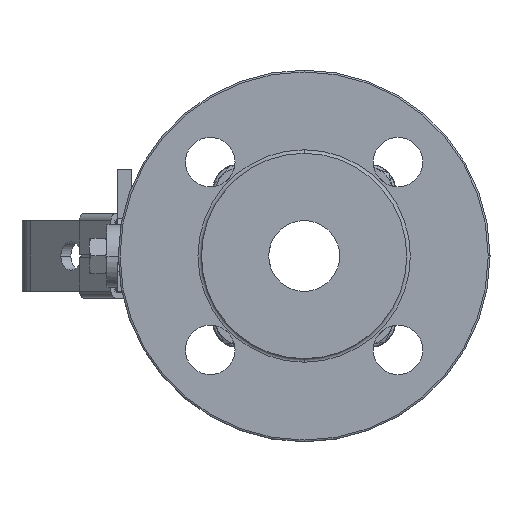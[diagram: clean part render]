
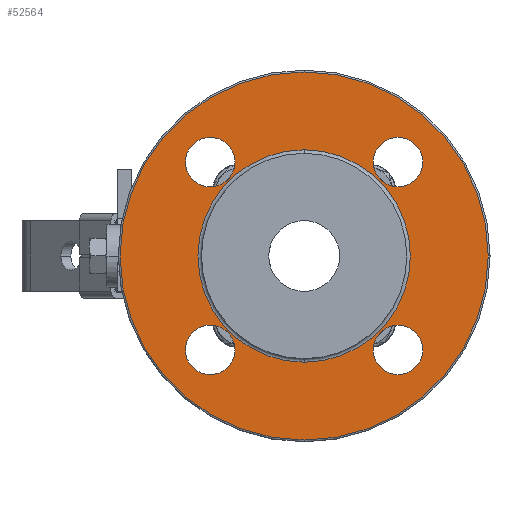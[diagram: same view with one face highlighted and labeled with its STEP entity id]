
A CAD part, left-side view. The second image highlights one B-rep face of the part: STEP entity #52564.
In plain terms, the highlighted face is planar.
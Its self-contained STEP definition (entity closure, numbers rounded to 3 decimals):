
#442 = CARTESIAN_POINT ( 'NONE',  ( -26.517, -26.517, -47.8 ) ) ;
#652 = CARTESIAN_POINT ( 'NONE',  ( 19.517, -26.517, -47.8 ) ) ;
#1314 = DIRECTION ( 'NONE',  ( 1., 0., 0. ) ) ;
#2088 = EDGE_CURVE ( 'NONE', #62086, #22938, #55254, .T. ) ;
#2197 = DIRECTION ( 'NONE',  ( 0., 0., 1. ) ) ;
#2474 = ORIENTED_EDGE ( 'NONE', *, *, #53344, .T. ) ;
#2697 = CARTESIAN_POINT ( 'NONE',  ( -33.517, 26.517, -47.8 ) ) ;
#3157 = VERTEX_POINT ( 'NONE', #18235 ) ;
#3363 = EDGE_CURVE ( 'NONE', #22938, #62086, #24488, .T. ) ;
#3594 = DIRECTION ( 'NONE',  ( 1., 0., 0. ) ) ;
#5524 = FACE_BOUND ( 'NONE', #51912, .T. ) ;
#5646 = AXIS2_PLACEMENT_3D ( 'NONE', #44493, #13331, #49695 ) ;
#5660 = DIRECTION ( 'NONE',  ( 1., 0., 0. ) ) ;
#5982 = VERTEX_POINT ( 'NONE', #56470 ) ;
#6957 = DIRECTION ( 'NONE',  ( 0., 0., 1. ) ) ;
#7026 = CARTESIAN_POINT ( 'NONE',  ( -30., 0., -47.8 ) ) ;
#7453 = ORIENTED_EDGE ( 'NONE', *, *, #67166, .T. ) ;
#8372 = DIRECTION ( 'NONE',  ( 0., 0., 1. ) ) ;
#9674 = CARTESIAN_POINT ( 'NONE',  ( 0., 52.5, -47.8 ) ) ;
#11341 = ORIENTED_EDGE ( 'NONE', *, *, #62563, .T. ) ;
#11622 = EDGE_CURVE ( 'NONE', #3157, #12587, #40058, .T. ) ;
#11819 = AXIS2_PLACEMENT_3D ( 'NONE', #9674, #46068, #14958 ) ;
#11998 = CARTESIAN_POINT ( 'NONE',  ( -33.517, -26.517, -47.8 ) ) ;
#12360 = AXIS2_PLACEMENT_3D ( 'NONE', #38260, #6957, #43445 ) ;
#12587 = VERTEX_POINT ( 'NONE', #64848 ) ;
#12744 = CARTESIAN_POINT ( 'NONE',  ( 19.517, 26.517, -47.8 ) ) ;
#13331 = DIRECTION ( 'NONE',  ( 0., 0., 1. ) ) ;
#14198 = CARTESIAN_POINT ( 'NONE',  ( -19.517, 26.517, -47.8 ) ) ;
#14355 = DIRECTION ( 'NONE',  ( 0., 0., -1. ) ) ;
#14958 = DIRECTION ( 'NONE',  ( 1., 0., 0. ) ) ;
#15909 = VERTEX_POINT ( 'NONE', #28445 ) ;
#15941 = CIRCLE ( 'NONE', #56100, 7. ) ;
#17123 = CIRCLE ( 'NONE', #38543, 30. ) ;
#18235 = CARTESIAN_POINT ( 'NONE',  ( 52., 0., -47.8 ) ) ;
#18307 = CARTESIAN_POINT ( 'NONE',  ( 26.517, 26.517, -47.8 ) ) ;
#18383 = VERTEX_POINT ( 'NONE', #56836 ) ;
#19845 = ORIENTED_EDGE ( 'NONE', *, *, #33974, .T. ) ;
#22072 = CIRCLE ( 'NONE', #66575, 52. ) ;
#22794 = ORIENTED_EDGE ( 'NONE', *, *, #37423, .T. ) ;
#22938 = VERTEX_POINT ( 'NONE', #14198 ) ;
#23589 = DIRECTION ( 'NONE',  ( 1., 0., 0. ) ) ;
#24488 = CIRCLE ( 'NONE', #56283, 7. ) ;
#25256 = CARTESIAN_POINT ( 'NONE',  ( 26.517, 26.517, -47.8 ) ) ;
#26459 = EDGE_LOOP ( 'NONE', ( #7453, #56361 ) ) ;
#28445 = CARTESIAN_POINT ( 'NONE',  ( 33.517, 26.517, -47.8 ) ) ;
#29504 = VERTEX_POINT ( 'NONE', #12744 ) ;
#29634 = ORIENTED_EDGE ( 'NONE', *, *, #2088, .T. ) ;
#29905 = DIRECTION ( 'NONE',  ( 1., 0., 0. ) ) ;
#30129 = DIRECTION ( 'NONE',  ( 0., 0., 1. ) ) ;
#30441 = DIRECTION ( 'NONE',  ( 1., 0., 0. ) ) ;
#30765 = VERTEX_POINT ( 'NONE', #11998 ) ;
#31764 = FACE_BOUND ( 'NONE', #54000, .T. ) ;
#32678 = DIRECTION ( 'NONE',  ( 0., 0., -1. ) ) ;
#33396 = FACE_BOUND ( 'NONE', #26459, .T. ) ;
#33539 = CARTESIAN_POINT ( 'NONE',  ( 0., 0., -47.8 ) ) ;
#33974 = EDGE_CURVE ( 'NONE', #12587, #3157, #22072, .T. ) ;
#34205 = CARTESIAN_POINT ( 'NONE',  ( -26.517, 26.517, -47.8 ) ) ;
#34922 = DIRECTION ( 'NONE',  ( 0., 0., 1. ) ) ;
#35003 = FACE_BOUND ( 'NONE', #55582, .T. ) ;
#36041 = EDGE_CURVE ( 'NONE', #43163, #18383, #53538, .T. ) ;
#37002 = DIRECTION ( 'NONE',  ( 0., 0., 1. ) ) ;
#37122 = EDGE_CURVE ( 'NONE', #15909, #29504, #39136, .T. ) ;
#37423 = EDGE_CURVE ( 'NONE', #58482, #58498, #17123, .T. ) ;
#38192 = CIRCLE ( 'NONE', #5646, 7. ) ;
#38260 = CARTESIAN_POINT ( 'NONE',  ( -26.517, -26.517, -47.8 ) ) ;
#38543 = AXIS2_PLACEMENT_3D ( 'NONE', #33539, #2197, #38738 ) ;
#38710 = EDGE_CURVE ( 'NONE', #30765, #5982, #47082, .T. ) ;
#38738 = DIRECTION ( 'NONE',  ( 1., 0., 0. ) ) ;
#39136 = CIRCLE ( 'NONE', #43278, 7. ) ;
#39613 = CARTESIAN_POINT ( 'NONE',  ( 0., 0., -47.8 ) ) ;
#40034 = CIRCLE ( 'NONE', #64512, 7. ) ;
#40058 = CIRCLE ( 'NONE', #44301, 52. ) ;
#43163 = VERTEX_POINT ( 'NONE', #652 ) ;
#43278 = AXIS2_PLACEMENT_3D ( 'NONE', #18307, #54626, #23589 ) ;
#43445 = DIRECTION ( 'NONE',  ( 1., 0., 0. ) ) ;
#43504 = CARTESIAN_POINT ( 'NONE',  ( 30., 0., -47.8 ) ) ;
#44301 = AXIS2_PLACEMENT_3D ( 'NONE', #45468, #14355, #50654 ) ;
#44493 = CARTESIAN_POINT ( 'NONE',  ( 26.517, -26.517, -47.8 ) ) ;
#44794 = DIRECTION ( 'NONE',  ( 1., 0., 0. ) ) ;
#45213 = EDGE_CURVE ( 'NONE', #58498, #58482, #60588, .T. ) ;
#45468 = CARTESIAN_POINT ( 'NONE',  ( 0., 0., -47.8 ) ) ;
#45498 = FACE_BOUND ( 'NONE', #53347, .T. ) ;
#46068 = DIRECTION ( 'NONE',  ( 0., 0., 1. ) ) ;
#47082 = CIRCLE ( 'NONE', #12360, 7. ) ;
#47953 = ORIENTED_EDGE ( 'NONE', *, *, #37122, .T. ) ;
#48081 = EDGE_LOOP ( 'NONE', ( #50672, #19845 ) ) ;
#49695 = DIRECTION ( 'NONE',  ( 1., 0., 0. ) ) ;
#50654 = DIRECTION ( 'NONE',  ( 1., 0., 0. ) ) ;
#50672 = ORIENTED_EDGE ( 'NONE', *, *, #11622, .T. ) ;
#51423 = ORIENTED_EDGE ( 'NONE', *, *, #3363, .T. ) ;
#51912 = EDGE_LOOP ( 'NONE', ( #2474, #65157 ) ) ;
#52564 = ADVANCED_FACE ( 'NONE', ( #59340, #35003, #33396, #5524, #45498, #31764 ), #56097, .F. ) ;
#53137 = AXIS2_PLACEMENT_3D ( 'NONE', #65348, #64235, #65131 ) ;
#53344 = EDGE_CURVE ( 'NONE', #18383, #43163, #38192, .T. ) ;
#53347 = EDGE_LOOP ( 'NONE', ( #57707, #22794 ) ) ;
#53538 = CIRCLE ( 'NONE', #54087, 7. ) ;
#54000 = EDGE_LOOP ( 'NONE', ( #47953, #11341 ) ) ;
#54087 = AXIS2_PLACEMENT_3D ( 'NONE', #65925, #34922, #3594 ) ;
#54626 = DIRECTION ( 'NONE',  ( 0., 0., 1. ) ) ;
#55254 = CIRCLE ( 'NONE', #53137, 7. ) ;
#55582 = EDGE_LOOP ( 'NONE', ( #51423, #29634 ) ) ;
#56097 = PLANE ( 'NONE',  #11819 ) ;
#56100 = AXIS2_PLACEMENT_3D ( 'NONE', #25256, #61508, #30441 ) ;
#56283 = AXIS2_PLACEMENT_3D ( 'NONE', #34205, #30129, #29905 ) ;
#56361 = ORIENTED_EDGE ( 'NONE', *, *, #38710, .T. ) ;
#56470 = CARTESIAN_POINT ( 'NONE',  ( -19.517, -26.517, -47.8 ) ) ;
#56836 = CARTESIAN_POINT ( 'NONE',  ( 33.517, -26.517, -47.8 ) ) ;
#57707 = ORIENTED_EDGE ( 'NONE', *, *, #45213, .T. ) ;
#57756 = AXIS2_PLACEMENT_3D ( 'NONE', #39613, #8372, #44794 ) ;
#58482 = VERTEX_POINT ( 'NONE', #7026 ) ;
#58498 = VERTEX_POINT ( 'NONE', #43504 ) ;
#59340 = FACE_OUTER_BOUND ( 'NONE', #48081, .T. ) ;
#60588 = CIRCLE ( 'NONE', #57756, 30. ) ;
#61508 = DIRECTION ( 'NONE',  ( 0., 0., 1. ) ) ;
#62086 = VERTEX_POINT ( 'NONE', #2697 ) ;
#62563 = EDGE_CURVE ( 'NONE', #29504, #15909, #15941, .T. ) ;
#63687 = CARTESIAN_POINT ( 'NONE',  ( 0., 0., -47.8 ) ) ;
#64235 = DIRECTION ( 'NONE',  ( 0., 0., 1. ) ) ;
#64512 = AXIS2_PLACEMENT_3D ( 'NONE', #442, #37002, #5660 ) ;
#64848 = CARTESIAN_POINT ( 'NONE',  ( -52., 0., -47.8 ) ) ;
#65131 = DIRECTION ( 'NONE',  ( 1., 0., 0. ) ) ;
#65157 = ORIENTED_EDGE ( 'NONE', *, *, #36041, .T. ) ;
#65348 = CARTESIAN_POINT ( 'NONE',  ( -26.517, 26.517, -47.8 ) ) ;
#65925 = CARTESIAN_POINT ( 'NONE',  ( 26.517, -26.517, -47.8 ) ) ;
#66575 = AXIS2_PLACEMENT_3D ( 'NONE', #63687, #32678, #1314 ) ;
#67166 = EDGE_CURVE ( 'NONE', #5982, #30765, #40034, .T. ) ;
